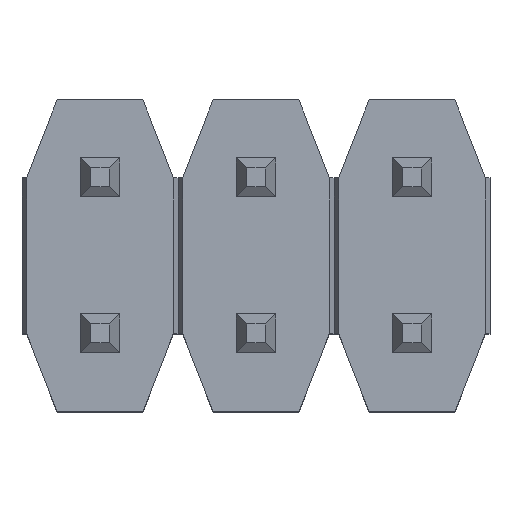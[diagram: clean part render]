
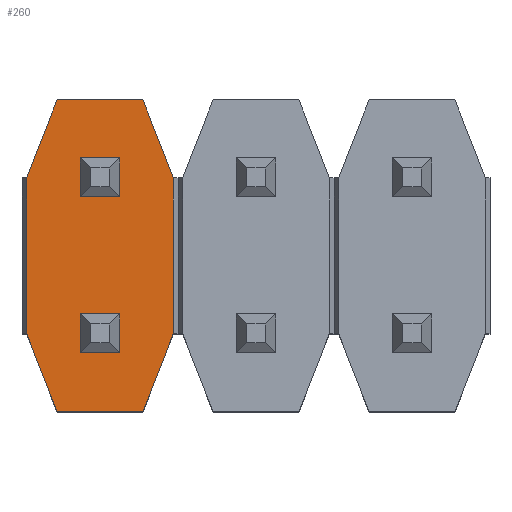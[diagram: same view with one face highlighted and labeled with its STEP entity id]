
A CAD part, top view. The second image highlights one B-rep face of the part: STEP entity #260.
In plain terms, the highlighted planar face has unit normal (0, 0, 1).
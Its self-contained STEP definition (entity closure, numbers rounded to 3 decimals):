
#150=FACE_BOUND('',#784,.T.);
#151=FACE_BOUND('',#785,.T.);
#152=FACE_BOUND('',#786,.T.);
#260=ADVANCED_FACE('',(#150,#151,#152),#442,.T.);
#442=PLANE('',#3277);
#784=EDGE_LOOP('',(#1281,#1282,#1283,#1284,#1285,#1286,#1287,#1288));
#785=EDGE_LOOP('',(#1289,#1290,#1291,#1292));
#786=EDGE_LOOP('',(#1293,#1294,#1295,#1296));
#1281=ORIENTED_EDGE('',*,*,#2203,.F.);
#1282=ORIENTED_EDGE('',*,*,#2204,.F.);
#1283=ORIENTED_EDGE('',*,*,#2205,.T.);
#1284=ORIENTED_EDGE('',*,*,#2206,.F.);
#1285=ORIENTED_EDGE('',*,*,#2207,.T.);
#1286=ORIENTED_EDGE('',*,*,#2208,.F.);
#1287=ORIENTED_EDGE('',*,*,#2209,.T.);
#1288=ORIENTED_EDGE('',*,*,#2210,.F.);
#1289=ORIENTED_EDGE('',*,*,#2211,.T.);
#1290=ORIENTED_EDGE('',*,*,#2212,.T.);
#1291=ORIENTED_EDGE('',*,*,#2213,.T.);
#1292=ORIENTED_EDGE('',*,*,#2214,.T.);
#1293=ORIENTED_EDGE('',*,*,#2215,.T.);
#1294=ORIENTED_EDGE('',*,*,#2216,.T.);
#1295=ORIENTED_EDGE('',*,*,#2217,.T.);
#1296=ORIENTED_EDGE('',*,*,#2218,.T.);
#1877=VERTEX_POINT('',#4601);
#1878=VERTEX_POINT('',#4602);
#1879=VERTEX_POINT('',#4604);
#1880=VERTEX_POINT('',#4606);
#1881=VERTEX_POINT('',#4608);
#1882=VERTEX_POINT('',#4610);
#1883=VERTEX_POINT('',#4612);
#1884=VERTEX_POINT('',#4614);
#1885=VERTEX_POINT('',#4617);
#1886=VERTEX_POINT('',#4618);
#1887=VERTEX_POINT('',#4620);
#1888=VERTEX_POINT('',#4622);
#1889=VERTEX_POINT('',#4625);
#1890=VERTEX_POINT('',#4626);
#1891=VERTEX_POINT('',#4628);
#1892=VERTEX_POINT('',#4630);
#2203=EDGE_CURVE('',#1877,#1878,#2623,.T.);
#2204=EDGE_CURVE('',#1879,#1877,#2624,.T.);
#2205=EDGE_CURVE('',#1879,#1880,#2625,.T.);
#2206=EDGE_CURVE('',#1881,#1880,#2626,.T.);
#2207=EDGE_CURVE('',#1881,#1882,#2627,.T.);
#2208=EDGE_CURVE('',#1883,#1882,#2628,.T.);
#2209=EDGE_CURVE('',#1883,#1884,#2629,.T.);
#2210=EDGE_CURVE('',#1878,#1884,#2630,.T.);
#2211=EDGE_CURVE('',#1885,#1886,#2631,.T.);
#2212=EDGE_CURVE('',#1886,#1887,#2632,.T.);
#2213=EDGE_CURVE('',#1887,#1888,#2633,.T.);
#2214=EDGE_CURVE('',#1888,#1885,#2634,.T.);
#2215=EDGE_CURVE('',#1889,#1890,#2635,.T.);
#2216=EDGE_CURVE('',#1890,#1891,#2636,.T.);
#2217=EDGE_CURVE('',#1891,#1892,#2637,.T.);
#2218=EDGE_CURVE('',#1892,#1889,#2638,.T.);
#2623=LINE('',#4600,#3019);
#2624=LINE('',#4603,#3020);
#2625=LINE('',#4605,#3021);
#2626=LINE('',#4607,#3022);
#2627=LINE('',#4609,#3023);
#2628=LINE('',#4611,#3024);
#2629=LINE('',#4613,#3025);
#2630=LINE('',#4615,#3026);
#2631=LINE('',#4616,#3027);
#2632=LINE('',#4619,#3028);
#2633=LINE('',#4621,#3029);
#2634=LINE('',#4623,#3030);
#2635=LINE('',#4624,#3031);
#2636=LINE('',#4627,#3032);
#2637=LINE('',#4629,#3033);
#2638=LINE('',#4631,#3034);
#3019=VECTOR('',#3774,1.);
#3020=VECTOR('',#3775,1.);
#3021=VECTOR('',#3776,1.);
#3022=VECTOR('',#3777,1.);
#3023=VECTOR('',#3778,1.);
#3024=VECTOR('',#3779,1.);
#3025=VECTOR('',#3780,1.);
#3026=VECTOR('',#3781,1.);
#3027=VECTOR('',#3782,1.);
#3028=VECTOR('',#3783,1.);
#3029=VECTOR('',#3784,1.);
#3030=VECTOR('',#3785,1.);
#3031=VECTOR('',#3786,1.);
#3032=VECTOR('',#3787,1.);
#3033=VECTOR('',#3788,1.);
#3034=VECTOR('',#3789,1.);
#3277=AXIS2_PLACEMENT_3D('',#4632,#3790,#3791);
#3774=DIRECTION('',(0.,1.,0.));
#3775=DIRECTION('',(-0.363,0.932,0.));
#3776=DIRECTION('',(1.,0.,0.));
#3777=DIRECTION('',(-0.363,-0.932,0.));
#3778=DIRECTION('',(0.,1.,0.));
#3779=DIRECTION('',(0.363,-0.932,0.));
#3780=DIRECTION('',(-1.,0.,0.));
#3781=DIRECTION('',(0.363,0.932,0.));
#3782=DIRECTION('',(0.,1.,0.));
#3783=DIRECTION('',(1.,0.,0.));
#3784=DIRECTION('',(0.,-1.,0.));
#3785=DIRECTION('',(-1.,0.,0.));
#3786=DIRECTION('',(0.,1.,0.));
#3787=DIRECTION('',(1.,0.,0.));
#3788=DIRECTION('',(0.,-1.,0.));
#3789=DIRECTION('',(-1.,0.,0.));
#3790=DIRECTION('',(0.,0.,1.));
#3791=DIRECTION('',(-1.,0.,0.));
#4600=CARTESIAN_POINT('',(-22.385,-3.413,1.));
#4601=CARTESIAN_POINT('',(-22.385,-2.412,1.));
#4602=CARTESIAN_POINT('',(-22.385,-0.412,1.));
#4603=CARTESIAN_POINT('',(-21.995,-3.412,1.));
#4604=CARTESIAN_POINT('',(-21.995,-3.412,1.));
#4605=CARTESIAN_POINT('',(-22.445,-3.412,1.));
#4606=CARTESIAN_POINT('',(-20.895,-3.412,1.));
#4607=CARTESIAN_POINT('',(-20.895,-3.412,1.));
#4608=CARTESIAN_POINT('',(-20.505,-2.412,1.));
#4609=CARTESIAN_POINT('',(-20.505,-3.413,1.));
#4610=CARTESIAN_POINT('',(-20.505,-0.412,1.));
#4611=CARTESIAN_POINT('',(-20.895,0.588,1.));
#4612=CARTESIAN_POINT('',(-20.895,0.588,1.));
#4613=CARTESIAN_POINT('',(-22.445,0.588,1.));
#4614=CARTESIAN_POINT('',(-21.995,0.588,1.));
#4615=CARTESIAN_POINT('',(-21.995,0.588,1.));
#4616=CARTESIAN_POINT('',(-21.685,-0.172,1.));
#4617=CARTESIAN_POINT('',(-21.685,-0.652,1.));
#4618=CARTESIAN_POINT('',(-21.685,-0.172,1.));
#4619=CARTESIAN_POINT('',(-21.205,-0.172,1.));
#4620=CARTESIAN_POINT('',(-21.205,-0.172,1.));
#4621=CARTESIAN_POINT('',(-21.205,-0.172,1.));
#4622=CARTESIAN_POINT('',(-21.205,-0.652,1.));
#4623=CARTESIAN_POINT('',(-21.205,-0.652,1.));
#4624=CARTESIAN_POINT('',(-21.685,-2.172,1.));
#4625=CARTESIAN_POINT('',(-21.685,-2.652,1.));
#4626=CARTESIAN_POINT('',(-21.685,-2.172,1.));
#4627=CARTESIAN_POINT('',(-21.205,-2.172,1.));
#4628=CARTESIAN_POINT('',(-21.205,-2.172,1.));
#4629=CARTESIAN_POINT('',(-21.205,-2.172,1.));
#4630=CARTESIAN_POINT('',(-21.205,-2.652,1.));
#4631=CARTESIAN_POINT('',(-21.205,-2.652,1.));
#4632=CARTESIAN_POINT('',(17.555,-3.412,1.));
